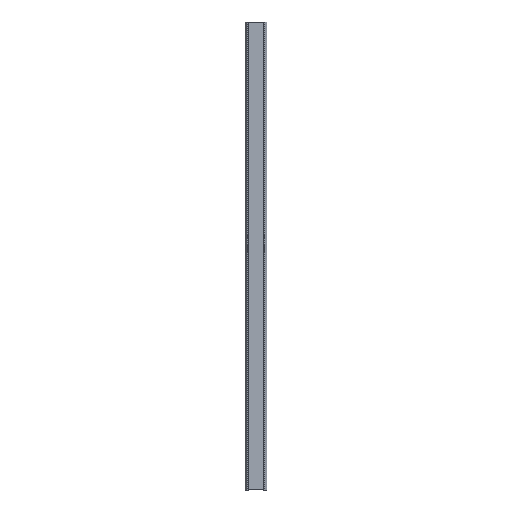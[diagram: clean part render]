
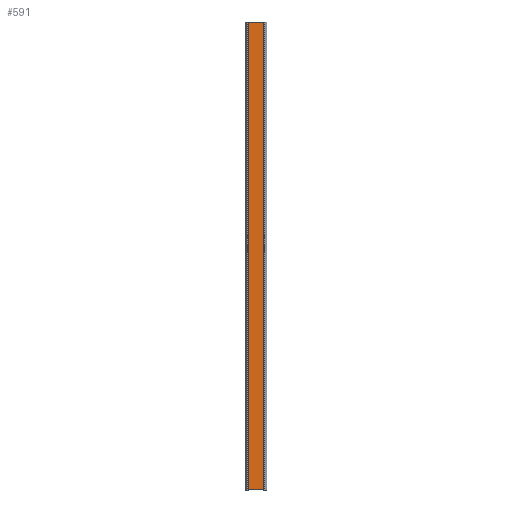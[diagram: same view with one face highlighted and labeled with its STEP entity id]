
A CAD part, front view. The second image highlights one B-rep face of the part: STEP entity #591.
In plain terms, the highlighted planar face has unit normal (0, -1, 0).
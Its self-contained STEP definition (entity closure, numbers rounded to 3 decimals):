
#63 = DIRECTION ( 'NONE',  ( 0., 0., 1. ) ) ;
#136 = CARTESIAN_POINT ( 'NONE',  ( -4.4, -0.7, 200. ) ) ;
#144 = DIRECTION ( 'NONE',  ( 1., 0., 0. ) ) ;
#154 = FACE_OUTER_BOUND ( 'NONE', #491, .T. ) ;
#166 = VERTEX_POINT ( 'NONE', #781 ) ;
#171 = CARTESIAN_POINT ( 'NONE',  ( -3.35, -0.7, 200. ) ) ;
#180 = DIRECTION ( 'NONE',  ( 0., 0., 1. ) ) ;
#199 = LINE ( 'NONE', #540, #306 ) ;
#200 = DIRECTION ( 'NONE',  ( 0., 0., -1. ) ) ;
#287 = PLANE ( 'NONE',  #323 ) ;
#294 = LINE ( 'NONE', #403, #617 ) ;
#306 = VECTOR ( 'NONE', #180, 1000. ) ;
#323 = AXIS2_PLACEMENT_3D ( 'NONE', #171, #426, #63 ) ;
#353 = ORIENTED_EDGE ( 'NONE', *, *, #651, .F. ) ;
#365 = EDGE_CURVE ( 'NONE', #734, #166, #294, .T. ) ;
#387 = VECTOR ( 'NONE', #632, 1000. ) ;
#403 = CARTESIAN_POINT ( 'NONE',  ( -4.4, -0.7, 0. ) ) ;
#410 = EDGE_CURVE ( 'NONE', #786, #166, #692, .T. ) ;
#426 = DIRECTION ( 'NONE',  ( 0., 1., 0. ) ) ;
#491 = EDGE_LOOP ( 'NONE', ( #669, #353, #548, #534 ) ) ;
#510 = CARTESIAN_POINT ( 'NONE',  ( -3.35, -0.7, 0. ) ) ;
#513 = CARTESIAN_POINT ( 'NONE',  ( -3.35, -0.7, 200. ) ) ;
#534 = ORIENTED_EDGE ( 'NONE', *, *, #410, .F. ) ;
#540 = CARTESIAN_POINT ( 'NONE',  ( -3.35, -0.7, 200. ) ) ;
#548 = ORIENTED_EDGE ( 'NONE', *, *, #365, .T. ) ;
#563 = VECTOR ( 'NONE', #200, 1000. ) ;
#591 = ADVANCED_FACE ( 'NONE', ( #154 ), #287, .F. ) ;
#617 = VECTOR ( 'NONE', #144, 1000. ) ;
#632 = DIRECTION ( 'NONE',  ( 1., 0., 0. ) ) ;
#638 = CARTESIAN_POINT ( 'NONE',  ( 3.35, -0.7, 200. ) ) ;
#651 = EDGE_CURVE ( 'NONE', #734, #725, #199, .T. ) ;
#655 = CARTESIAN_POINT ( 'NONE',  ( 3.35, -0.7, 200. ) ) ;
#669 = ORIENTED_EDGE ( 'NONE', *, *, #752, .F. ) ;
#685 = LINE ( 'NONE', #136, #387 ) ;
#692 = LINE ( 'NONE', #655, #563 ) ;
#725 = VERTEX_POINT ( 'NONE', #513 ) ;
#734 = VERTEX_POINT ( 'NONE', #510 ) ;
#752 = EDGE_CURVE ( 'NONE', #725, #786, #685, .T. ) ;
#781 = CARTESIAN_POINT ( 'NONE',  ( 3.35, -0.7, 0. ) ) ;
#786 = VERTEX_POINT ( 'NONE', #638 ) ;
